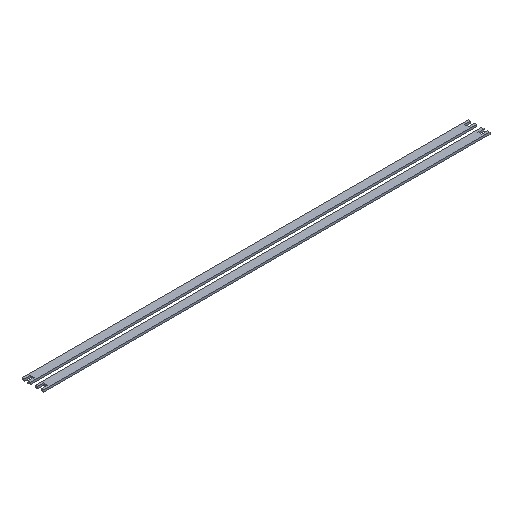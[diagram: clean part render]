
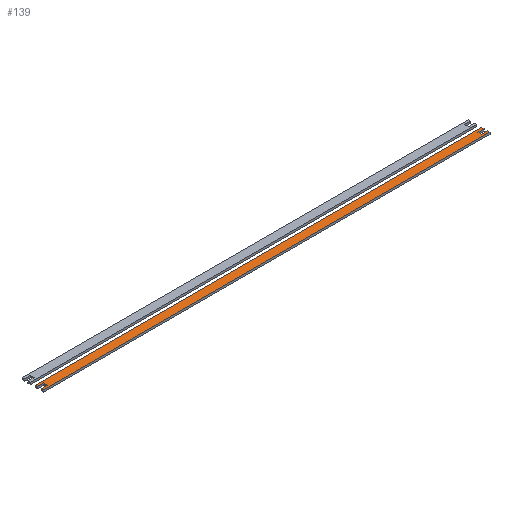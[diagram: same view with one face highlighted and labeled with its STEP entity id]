
A CAD part, isometric view. The second image highlights one B-rep face of the part: STEP entity #139.
In plain terms, the highlighted planar face has unit normal (0, 0, 1).
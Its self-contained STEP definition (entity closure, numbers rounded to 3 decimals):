
#139=ADVANCED_FACE('',(#252),#253,.T.);
#252=FACE_OUTER_BOUND('',#352,.T.);
#253=PLANE('',#353);
#352=EDGE_LOOP('',(#541,#542,#543,#544,#545,#546,#547,#548,#549,#550,#551,#552));
#353=AXIS2_PLACEMENT_3D('',#553,#554,#555);
#541=ORIENTED_EDGE('',*,*,#699,.T.);
#542=ORIENTED_EDGE('',*,*,#704,.T.);
#543=ORIENTED_EDGE('',*,*,#708,.T.);
#544=ORIENTED_EDGE('',*,*,#711,.T.);
#545=ORIENTED_EDGE('',*,*,#712,.T.);
#546=ORIENTED_EDGE('',*,*,#713,.T.);
#547=ORIENTED_EDGE('',*,*,#714,.T.);
#548=ORIENTED_EDGE('',*,*,#715,.T.);
#549=ORIENTED_EDGE('',*,*,#716,.T.);
#550=ORIENTED_EDGE('',*,*,#717,.T.);
#551=ORIENTED_EDGE('',*,*,#718,.T.);
#552=ORIENTED_EDGE('',*,*,#719,.T.);
#553=CARTESIAN_POINT('',(548.0,10.0,5.0));
#554=DIRECTION('',(0.0,0.0,1.0));
#555=DIRECTION('',(1.0,0.0,0.0));
#699=EDGE_CURVE('',#827,#824,#828,.T.);
#704=EDGE_CURVE('',#824,#833,#836,.T.);
#708=EDGE_CURVE('',#833,#839,#842,.T.);
#711=EDGE_CURVE('',#839,#845,#846,.T.);
#712=EDGE_CURVE('',#845,#847,#848,.T.);
#713=EDGE_CURVE('',#847,#849,#850,.T.);
#714=EDGE_CURVE('',#849,#851,#852,.T.);
#715=EDGE_CURVE('',#851,#853,#854,.T.);
#716=EDGE_CURVE('',#853,#855,#856,.T.);
#717=EDGE_CURVE('',#855,#857,#858,.T.);
#718=EDGE_CURVE('',#857,#859,#860,.T.);
#719=EDGE_CURVE('',#859,#827,#861,.T.);
#824=VERTEX_POINT('',#1010);
#827=VERTEX_POINT('',#1014);
#828=LINE('',#1015,#1016);
#833=VERTEX_POINT('',#1023);
#836=LINE('',#1027,#1028);
#839=VERTEX_POINT('',#1032);
#842=LINE('',#1036,#1037);
#845=VERTEX_POINT('',#1041);
#846=LINE('',#1042,#1043);
#847=VERTEX_POINT('',#1044);
#848=LINE('',#1045,#1046);
#849=VERTEX_POINT('',#1047);
#850=LINE('',#1048,#1049);
#851=VERTEX_POINT('',#1050);
#852=LINE('',#1051,#1052);
#853=VERTEX_POINT('',#1053);
#854=LINE('',#1054,#1055);
#855=VERTEX_POINT('',#1056);
#856=LINE('',#1057,#1058);
#857=VERTEX_POINT('',#1059);
#858=LINE('',#1060,#1061);
#859=VERTEX_POINT('',#1062);
#860=LINE('',#1063,#1064);
#861=LINE('',#1065,#1066);
#1010=CARTESIAN_POINT('',(1081.0,5.5,5.0));
#1014=CARTESIAN_POINT('',(1096.0,5.5,5.0));
#1015=CARTESIAN_POINT('',(818.25,5.5,5.0));
#1016=VECTOR('',#1157,1.0);
#1023=CARTESIAN_POINT('',(1081.0,14.5,5.0));
#1027=CARTESIAN_POINT('',(1081.0,10.0,5.0));
#1028=VECTOR('',#1161,1.0);
#1032=CARTESIAN_POINT('',(1096.0,14.5,5.0));
#1036=CARTESIAN_POINT('',(818.25,14.5,5.0));
#1037=VECTOR('',#1164,1.0);
#1041=CARTESIAN_POINT('',(1096.0,20.0,5.0));
#1042=CARTESIAN_POINT('',(1096.0,10.0,5.0));
#1043=VECTOR('',#1166,1.0);
#1044=CARTESIAN_POINT('',(0.0,20.0,5.0));
#1045=CARTESIAN_POINT('',(548.0,20.0,5.0));
#1046=VECTOR('',#1167,1.0);
#1047=CARTESIAN_POINT('',(0.0,14.5,5.0));
#1048=CARTESIAN_POINT('',(0.0,10.0,5.0));
#1049=VECTOR('',#1168,1.0);
#1050=CARTESIAN_POINT('',(15.0,14.5,5.0));
#1051=CARTESIAN_POINT('',(277.75,14.5,5.0));
#1052=VECTOR('',#1169,1.0);
#1053=CARTESIAN_POINT('',(15.0,5.5,5.0));
#1054=CARTESIAN_POINT('',(15.0,10.0,5.0));
#1055=VECTOR('',#1170,1.0);
#1056=CARTESIAN_POINT('',(0.0,5.5,5.0));
#1057=CARTESIAN_POINT('',(277.75,5.5,5.0));
#1058=VECTOR('',#1171,1.0);
#1059=CARTESIAN_POINT('',(0.0,0.0,5.0));
#1060=CARTESIAN_POINT('',(0.0,10.0,5.0));
#1061=VECTOR('',#1172,1.0);
#1062=CARTESIAN_POINT('',(1096.0,0.0,5.0));
#1063=CARTESIAN_POINT('',(548.0,0.0,5.0));
#1064=VECTOR('',#1173,1.0);
#1065=CARTESIAN_POINT('',(1096.0,10.0,5.0));
#1066=VECTOR('',#1174,1.0);
#1157=DIRECTION('',(-1.0,0.0,0.0));
#1161=DIRECTION('',(0.0,1.0,0.0));
#1164=DIRECTION('',(1.0,0.0,-0.0));
#1166=DIRECTION('',(0.0,1.0,0.0));
#1167=DIRECTION('',(-1.0,0.0,0.0));
#1168=DIRECTION('',(0.0,-1.0,0.0));
#1169=DIRECTION('',(1.0,0.0,-0.0));
#1170=DIRECTION('',(0.0,-1.0,0.0));
#1171=DIRECTION('',(-1.0,0.0,0.0));
#1172=DIRECTION('',(0.0,-1.0,0.0));
#1173=DIRECTION('',(1.0,0.0,0.0));
#1174=DIRECTION('',(0.0,1.0,0.0));
